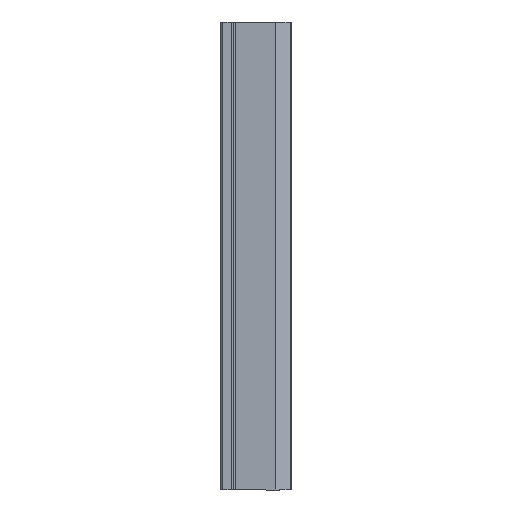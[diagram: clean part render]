
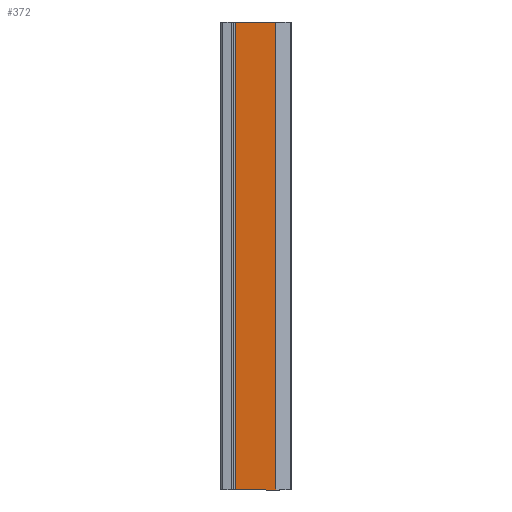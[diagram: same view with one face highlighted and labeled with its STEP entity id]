
A CAD part, left-side view. The second image highlights one B-rep face of the part: STEP entity #372.
In plain terms, the highlighted planar face has unit normal (-0.998, 0.065, 0).
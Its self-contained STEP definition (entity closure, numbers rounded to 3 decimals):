
#3 = PLANE ( 'NONE',  #958 ) ;
#9 = EDGE_CURVE ( 'NONE', #877, #100, #531, .T. ) ;
#44 = ORIENTED_EDGE ( 'NONE', *, *, #134, .F. ) ;
#54 = EDGE_LOOP ( 'NONE', ( #505, #868, #44, #1041 ) ) ;
#60 = DIRECTION ( 'NONE',  ( 0., 0., -1. ) ) ;
#80 = VECTOR ( 'NONE', #60, 1000. ) ;
#100 = VERTEX_POINT ( 'NONE', #533 ) ;
#134 = EDGE_CURVE ( 'NONE', #877, #555, #1009, .T. ) ;
#191 = CARTESIAN_POINT ( 'NONE',  ( -5.25, -5.93, -50. ) ) ;
#195 = DIRECTION ( 'NONE',  ( 0., 0., 1. ) ) ;
#293 = DIRECTION ( 'NONE',  ( -0.065, -0.998, 0. ) ) ;
#363 = VECTOR ( 'NONE', #736, 1000. ) ;
#372 = ADVANCED_FACE ( 'NONE', ( #932 ), #3, .T. ) ;
#375 = VECTOR ( 'NONE', #195, 1000. ) ;
#382 = VERTEX_POINT ( 'NONE', #191 ) ;
#390 = CARTESIAN_POINT ( 'NONE',  ( -4.96, -1.513, -50. ) ) ;
#423 = CARTESIAN_POINT ( 'NONE',  ( -4.96, -1.513, -50. ) ) ;
#505 = ORIENTED_EDGE ( 'NONE', *, *, #1018, .T. ) ;
#531 = LINE ( 'NONE', #423, #80 ) ;
#533 = CARTESIAN_POINT ( 'NONE',  ( -4.96, -1.513, -50. ) ) ;
#555 = VERTEX_POINT ( 'NONE', #718 ) ;
#576 = DIRECTION ( 'NONE',  ( -0.065, -0.998, 0. ) ) ;
#599 = CARTESIAN_POINT ( 'NONE',  ( -4.96, -1.513, -50. ) ) ;
#718 = CARTESIAN_POINT ( 'NONE',  ( -5.25, -5.93, 0. ) ) ;
#736 = DIRECTION ( 'NONE',  ( -0.065, -0.998, 0. ) ) ;
#739 = VECTOR ( 'NONE', #293, 1000. ) ;
#826 = EDGE_CURVE ( 'NONE', #382, #555, #978, .T. ) ;
#868 = ORIENTED_EDGE ( 'NONE', *, *, #826, .T. ) ;
#872 = DIRECTION ( 'NONE',  ( -0.998, 0.065, 0. ) ) ;
#877 = VERTEX_POINT ( 'NONE', #1127 ) ;
#911 = CARTESIAN_POINT ( 'NONE',  ( -4.96, -1.513, 0. ) ) ;
#932 = FACE_OUTER_BOUND ( 'NONE', #54, .T. ) ;
#945 = LINE ( 'NONE', #599, #739 ) ;
#958 = AXIS2_PLACEMENT_3D ( 'NONE', #390, #872, #576 ) ;
#978 = LINE ( 'NONE', #1036, #375 ) ;
#1009 = LINE ( 'NONE', #911, #363 ) ;
#1018 = EDGE_CURVE ( 'NONE', #100, #382, #945, .T. ) ;
#1036 = CARTESIAN_POINT ( 'NONE',  ( -5.25, -5.93, -50. ) ) ;
#1041 = ORIENTED_EDGE ( 'NONE', *, *, #9, .T. ) ;
#1127 = CARTESIAN_POINT ( 'NONE',  ( -4.96, -1.513, 0. ) ) ;
